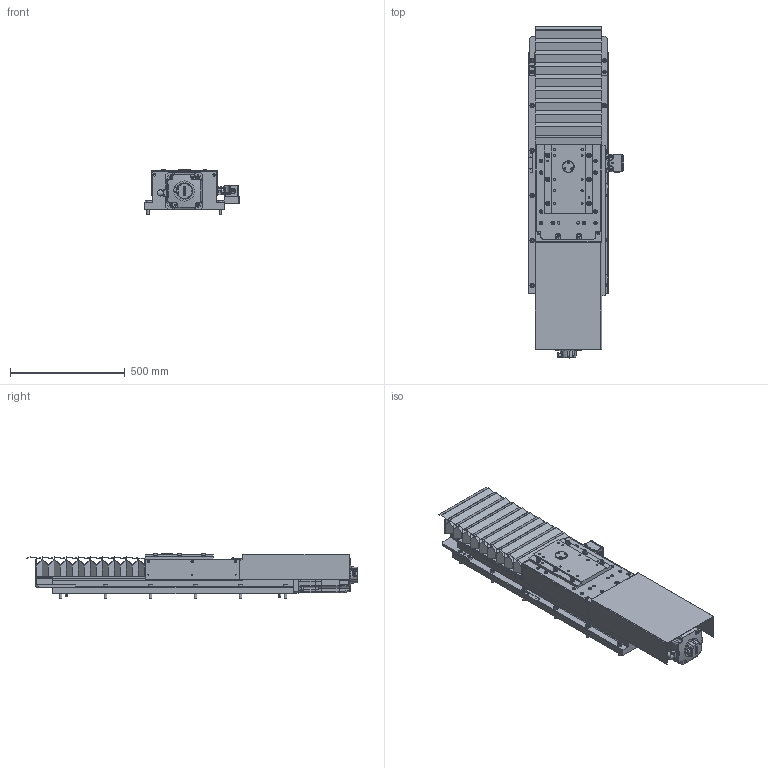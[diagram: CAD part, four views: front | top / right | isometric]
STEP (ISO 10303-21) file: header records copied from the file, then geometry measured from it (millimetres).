
FILE_DESCRIPTION(/* description */ ('Unknown'),/* implementation_level */ '2;1');
FILE_NAME(/* name */ 'CA.40-400',/* time_stamp */ '2024-11-20T11:04:42+01:00',/* author */ ('Unknown'),/* organization */ ('Unknown'),/* preprocessor_version */ 'ST-DEVELOPER v19.4',/* originating_system */ 'Solid Edge',/* authorisation */ 'Unknown');
FILE_SCHEMA (('AUTOMOTIVE_DESIGN {1 0 10303 214 3 1 1}'));
Products named in the file (1): CA.40-400
Bounding box: 416.95 x 1446.9 x 199.5 mm (x, y, z)
Surface area: 2886791.2 mm2 (no closed solid volume)
Topology: 0 solids, 201 shells, 1599 faces, 5463 edges, 3980 vertices
Faces by surface type: plane 935, cylinder 368, cone 119, torus 109, bspline 57, sphere 11
Full cylindrical faces by diameter (mm): 3 x1, 4 x2, 4.134 x8, 4.917 x6, 6.8 x2, 7 x2, 7.5 x4, 8 x5, 8.376 x8, 8.5 x3, 9.7 x1, 10 x24, 10.106 x2, 11 x3, 12 x14, 13.5 x11, 15 x34, 16 x10, 16.1 x8, 18 x16, 18.5 x1, 19 x2, 20 x7, 24 x1, 27.8 x1, 50 x1, 88 x1
Entity records: 70634 total; most frequent: CARTESIAN_POINT 23080, DIRECTION 8719, ORIENTED_EDGE 7740, EDGE_CURVE 4953, VERTEX_POINT 3916, AXIS2_PLACEMENT_3D 2969, LINE 2781, VECTOR 2781
